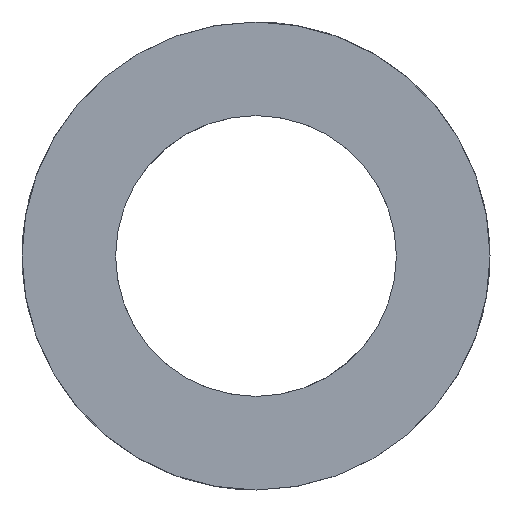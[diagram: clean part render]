
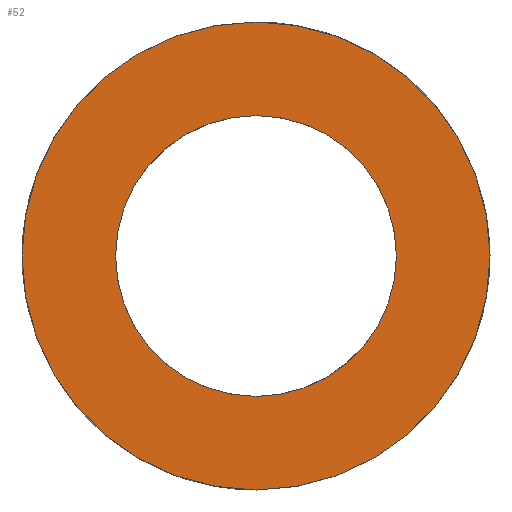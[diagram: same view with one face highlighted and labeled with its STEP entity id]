
A CAD part, front view. The second image highlights one B-rep face of the part: STEP entity #52.
In plain terms, the highlighted planar face has unit normal (0, -1, 0).
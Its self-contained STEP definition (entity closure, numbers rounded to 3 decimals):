
#2 = ORIENTED_EDGE ( 'NONE', *, *, #248, .F. ) ;
#10 = CARTESIAN_POINT ( 'NONE',  ( 0., 0., 0. ) ) ;
#20 = ORIENTED_EDGE ( 'NONE', *, *, #74, .F. ) ;
#22 = ORIENTED_EDGE ( 'NONE', *, *, #152, .F. ) ;
#31 = DIRECTION ( 'NONE',  ( 0., 1., 0. ) ) ;
#40 = VERTEX_POINT ( 'NONE', #62 ) ;
#49 = DIRECTION ( 'NONE',  ( 0., 0., 1. ) ) ;
#52 = ADVANCED_FACE ( 'NONE', ( #59, #85 ), #161, .F. ) ;
#55 = CIRCLE ( 'NONE', #231, 15. ) ;
#58 = AXIS2_PLACEMENT_3D ( 'NONE', #211, #31, #90 ) ;
#59 = FACE_BOUND ( 'NONE', #222, .T. ) ;
#62 = CARTESIAN_POINT ( 'NONE',  ( 0., 0., 15. ) ) ;
#63 = CARTESIAN_POINT ( 'NONE',  ( 0., 0., 9. ) ) ;
#74 = EDGE_CURVE ( 'NONE', #189, #239, #195, .T. ) ;
#80 = VERTEX_POINT ( 'NONE', #81 ) ;
#81 = CARTESIAN_POINT ( 'NONE',  ( 0., 0., -15. ) ) ;
#85 = FACE_OUTER_BOUND ( 'NONE', #202, .T. ) ;
#87 = DIRECTION ( 'NONE',  ( 0., 1., 0. ) ) ;
#90 = DIRECTION ( 'NONE',  ( 0., 0., 1. ) ) ;
#106 = AXIS2_PLACEMENT_3D ( 'NONE', #150, #133, #147 ) ;
#115 = DIRECTION ( 'NONE',  ( 0., -1., 0. ) ) ;
#117 = CIRCLE ( 'NONE', #106, 9. ) ;
#128 = AXIS2_PLACEMENT_3D ( 'NONE', #141, #156, #243 ) ;
#133 = DIRECTION ( 'NONE',  ( 0., -1., 0. ) ) ;
#141 = CARTESIAN_POINT ( 'NONE',  ( 0., 0., 0. ) ) ;
#142 = ORIENTED_EDGE ( 'NONE', *, *, #220, .F. ) ;
#147 = DIRECTION ( 'NONE',  ( 0., 0., -1. ) ) ;
#150 = CARTESIAN_POINT ( 'NONE',  ( 0., 0., 0. ) ) ;
#152 = EDGE_CURVE ( 'NONE', #80, #40, #157, .T. ) ;
#156 = DIRECTION ( 'NONE',  ( 0., 1., 0. ) ) ;
#157 = CIRCLE ( 'NONE', #58, 15. ) ;
#161 = PLANE ( 'NONE',  #128 ) ;
#163 = CARTESIAN_POINT ( 'NONE',  ( 0., 0., 0. ) ) ;
#177 = DIRECTION ( 'NONE',  ( 0., 0., -1. ) ) ;
#189 = VERTEX_POINT ( 'NONE', #63 ) ;
#195 = CIRCLE ( 'NONE', #240, 9. ) ;
#202 = EDGE_LOOP ( 'NONE', ( #22, #142 ) ) ;
#207 = CARTESIAN_POINT ( 'NONE',  ( 0., 0., -9. ) ) ;
#211 = CARTESIAN_POINT ( 'NONE',  ( 0., 0., 0. ) ) ;
#220 = EDGE_CURVE ( 'NONE', #40, #80, #55, .T. ) ;
#222 = EDGE_LOOP ( 'NONE', ( #2, #20 ) ) ;
#231 = AXIS2_PLACEMENT_3D ( 'NONE', #10, #87, #49 ) ;
#239 = VERTEX_POINT ( 'NONE', #207 ) ;
#240 = AXIS2_PLACEMENT_3D ( 'NONE', #163, #115, #177 ) ;
#243 = DIRECTION ( 'NONE',  ( 0., 0., 1. ) ) ;
#248 = EDGE_CURVE ( 'NONE', #239, #189, #117, .T. ) ;
